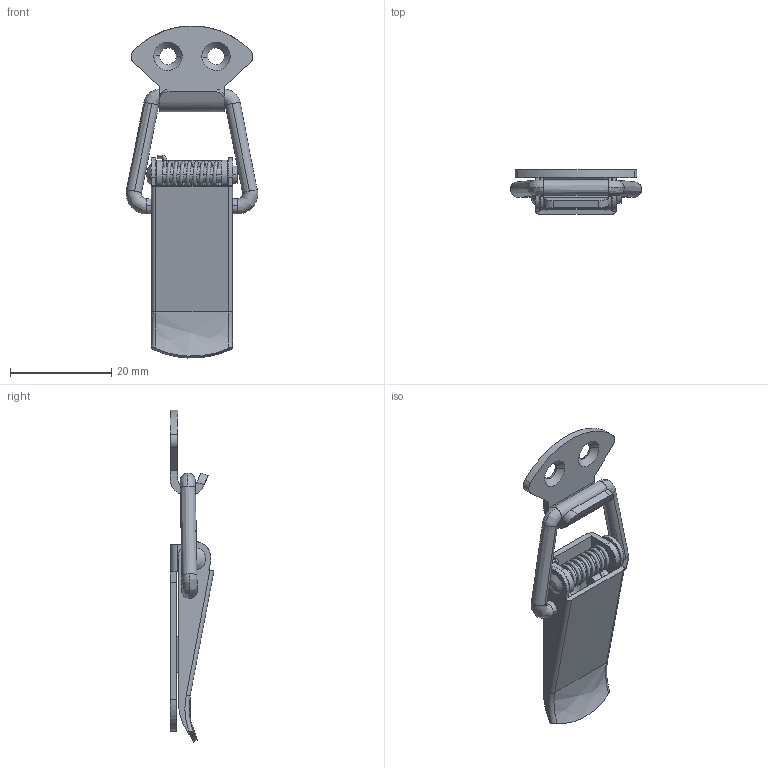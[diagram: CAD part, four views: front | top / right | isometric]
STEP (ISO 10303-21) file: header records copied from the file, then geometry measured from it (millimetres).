
FILE_DESCRIPTION((''),'2;1');
FILE_NAME('','2009-11-09T09:24:28',(''),(''),'','CADfix','');
FILE_SCHEMA(('AUTOMOTIVE_DESIGN { 1 0 10303 214 1 1 1 1 }'));
Length unit declared in the file: millimetre
Bounding box: 25.98 x 8.68 x 65.57 mm (x, y, z)
Volume: 2233.1 mm3; surface area: 4730.2 mm2
Topology: 5 solids, 10 shells, 150 faces, 487 edges, 356 vertices
Faces by surface type: bspline 150
Entity records: 18315 total; most frequent: CARTESIAN_POINT 15530, ORIENTED_EDGE 930, EDGE_CURVE 482, VERTEX_POINT 346, QUASI_UNIFORM_CURVE 197, EDGE_LOOP 172, FACE_OUTER_BOUND 150, ADVANCED_FACE 150
